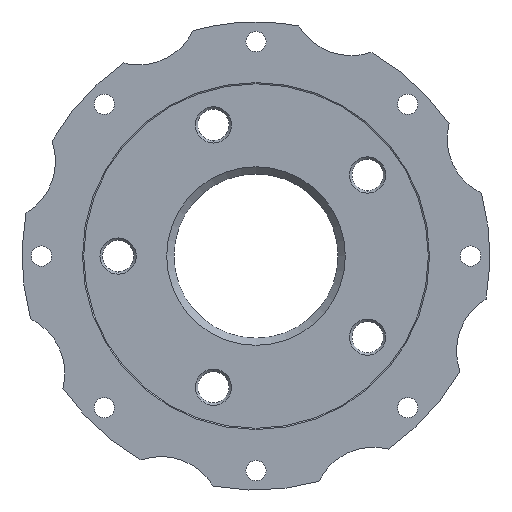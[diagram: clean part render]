
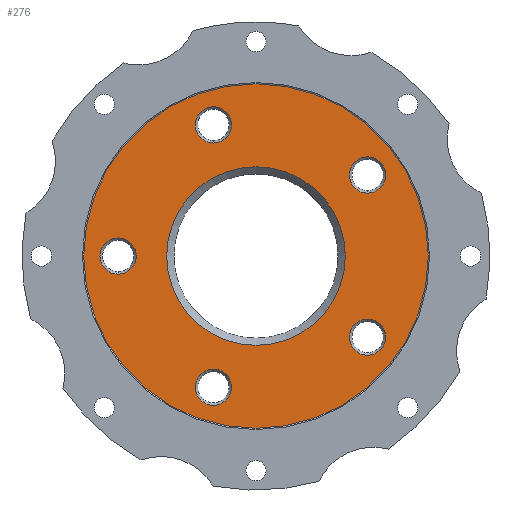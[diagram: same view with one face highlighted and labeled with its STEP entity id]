
A CAD part, left-side view. The second image highlights one B-rep face of the part: STEP entity #276.
In plain terms, the highlighted planar face has unit normal (-1, 0, 0).
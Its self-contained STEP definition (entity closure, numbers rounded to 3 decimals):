
#6 = DIRECTION ( 'NONE',  ( 1., 0., 0. ) ) ;
#10 = CARTESIAN_POINT ( 'NONE',  ( 15.4, 0., 71.4 ) ) ;
#16 = DIRECTION ( 'NONE',  ( 1., 0., 0. ) ) ;
#21 = DIRECTION ( 'NONE',  ( 0., 0., -1. ) ) ;
#29 = VERTEX_POINT ( 'NONE', #530 ) ;
#31 = AXIS2_PLACEMENT_3D ( 'NONE', #351, #900, #1084 ) ;
#43 = CIRCLE ( 'NONE', #1077, 71.4 ) ;
#80 = ORIENTED_EDGE ( 'NONE', *, *, #808, .T. ) ;
#83 = ORIENTED_EDGE ( 'NONE', *, *, #2026, .T. ) ;
#88 = ORIENTED_EDGE ( 'NONE', *, *, #1020, .T. ) ;
#96 = DIRECTION ( 'NONE',  ( 0., 0., -1. ) ) ;
#104 = FACE_BOUND ( 'NONE', #284, .T. ) ;
#112 = ORIENTED_EDGE ( 'NONE', *, *, #773, .F. ) ;
#150 = VERTEX_POINT ( 'NONE', #1315 ) ;
#152 = CARTESIAN_POINT ( 'NONE',  ( 15.4, -46.235, -26.092 ) ) ;
#175 = DIRECTION ( 'NONE',  ( 0., 0., -1. ) ) ;
#192 = VERTEX_POINT ( 'NONE', #1174 ) ;
#212 = EDGE_CURVE ( 'NONE', #371, #2049, #2279, .T. ) ;
#225 = VERTEX_POINT ( 'NONE', #2272 ) ;
#227 = EDGE_CURVE ( 'NONE', #1344, #1728, #43, .T. ) ;
#249 = CARTESIAN_POINT ( 'NONE',  ( 15.4, 0., 0. ) ) ;
#251 = AXIS2_PLACEMENT_3D ( 'NONE', #1708, #2097, #624 ) ;
#255 = AXIS2_PLACEMENT_3D ( 'NONE', #1266, #1806, #1786 ) ;
#276 = ADVANCED_FACE ( 'NONE', ( #447, #1444, #710, #650, #104, #1305, #963 ), #451, .F. ) ;
#284 = EDGE_LOOP ( 'NONE', ( #88, #607 ) ) ;
#318 = VERTEX_POINT ( 'NONE', #500 ) ;
#323 = AXIS2_PLACEMENT_3D ( 'NONE', #722, #1434, #175 ) ;
#351 = CARTESIAN_POINT ( 'NONE',  ( 15.4, 0., 0. ) ) ;
#371 = VERTEX_POINT ( 'NONE', #1212 ) ;
#416 = CIRCLE ( 'NONE', #2316, 7.5 ) ;
#428 = CARTESIAN_POINT ( 'NONE',  ( 15.4, 17.66, -46.853 ) ) ;
#447 = FACE_BOUND ( 'NONE', #1021, .T. ) ;
#448 = EDGE_CURVE ( 'NONE', #225, #996, #873, .T. ) ;
#451 = PLANE ( 'NONE',  #1532 ) ;
#471 = CIRCLE ( 'NONE', #565, 7.5 ) ;
#500 = CARTESIAN_POINT ( 'NONE',  ( 15.4, -46.235, -41.092 ) ) ;
#530 = CARTESIAN_POINT ( 'NONE',  ( 15.4, 0., 37. ) ) ;
#559 = CARTESIAN_POINT ( 'NONE',  ( 15.4, 17.66, -54.353 ) ) ;
#565 = AXIS2_PLACEMENT_3D ( 'NONE', #2207, #16, #760 ) ;
#591 = CIRCLE ( 'NONE', #1872, 7.5 ) ;
#607 = ORIENTED_EDGE ( 'NONE', *, *, #448, .T. ) ;
#624 = DIRECTION ( 'NONE',  ( 0., 0., -1. ) ) ;
#650 = FACE_BOUND ( 'NONE', #1313, .T. ) ;
#657 = ORIENTED_EDGE ( 'NONE', *, *, #2311, .T. ) ;
#673 = CARTESIAN_POINT ( 'NONE',  ( 15.4, -46.235, 41.092 ) ) ;
#682 = VERTEX_POINT ( 'NONE', #673 ) ;
#685 = ORIENTED_EDGE ( 'NONE', *, *, #1271, .T. ) ;
#710 = FACE_BOUND ( 'NONE', #962, .T. ) ;
#722 = CARTESIAN_POINT ( 'NONE',  ( 15.4, 17.66, 54.353 ) ) ;
#741 = DIRECTION ( 'NONE',  ( 1., 0., 0. ) ) ;
#760 = DIRECTION ( 'NONE',  ( 0., 0., -1. ) ) ;
#773 = EDGE_CURVE ( 'NONE', #920, #29, #1611, .T. ) ;
#808 = EDGE_CURVE ( 'NONE', #1762, #318, #1813, .T. ) ;
#838 = CIRCLE ( 'NONE', #323, 7.5 ) ;
#847 = DIRECTION ( 'NONE',  ( 1., 0., 0. ) ) ;
#849 = ORIENTED_EDGE ( 'NONE', *, *, #2309, .T. ) ;
#866 = AXIS2_PLACEMENT_3D ( 'NONE', #1632, #741, #1436 ) ;
#868 = CARTESIAN_POINT ( 'NONE',  ( 15.4, 0., -71.4 ) ) ;
#873 = CIRCLE ( 'NONE', #251, 7.5 ) ;
#887 = EDGE_CURVE ( 'NONE', #192, #682, #416, .T. ) ;
#894 = CIRCLE ( 'NONE', #1062, 7.5 ) ;
#900 = DIRECTION ( 'NONE',  ( -1., 0., 0. ) ) ;
#920 = VERTEX_POINT ( 'NONE', #2256 ) ;
#925 = DIRECTION ( 'NONE',  ( 1., 0., 0. ) ) ;
#948 = ORIENTED_EDGE ( 'NONE', *, *, #1959, .T. ) ;
#959 = CARTESIAN_POINT ( 'NONE',  ( 15.4, -46.235, 33.592 ) ) ;
#962 = EDGE_LOOP ( 'NONE', ( #83, #2171 ) ) ;
#963 = FACE_OUTER_BOUND ( 'NONE', #1397, .T. ) ;
#996 = VERTEX_POINT ( 'NONE', #1886 ) ;
#1020 = EDGE_CURVE ( 'NONE', #996, #225, #1555, .T. ) ;
#1021 = EDGE_LOOP ( 'NONE', ( #685, #1053 ) ) ;
#1024 = DIRECTION ( 'NONE',  ( 0., 0., -1. ) ) ;
#1028 = AXIS2_PLACEMENT_3D ( 'NONE', #1942, #847, #1024 ) ;
#1053 = ORIENTED_EDGE ( 'NONE', *, *, #2005, .T. ) ;
#1062 = AXIS2_PLACEMENT_3D ( 'NONE', #559, #1308, #1130 ) ;
#1073 = CARTESIAN_POINT ( 'NONE',  ( 15.4, 0., 0. ) ) ;
#1077 = AXIS2_PLACEMENT_3D ( 'NONE', #249, #1356, #2114 ) ;
#1083 = DIRECTION ( 'NONE',  ( 0., 0., 1. ) ) ;
#1084 = DIRECTION ( 'NONE',  ( 0., 0., 1. ) ) ;
#1105 = DIRECTION ( 'NONE',  ( -1., 0., 0. ) ) ;
#1117 = CARTESIAN_POINT ( 'NONE',  ( 15.4, 17.66, -54.353 ) ) ;
#1130 = DIRECTION ( 'NONE',  ( 0., 0., -1. ) ) ;
#1162 = EDGE_CURVE ( 'NONE', #29, #920, #1179, .T. ) ;
#1171 = DIRECTION ( 'NONE',  ( 1., 0., 0. ) ) ;
#1174 = CARTESIAN_POINT ( 'NONE',  ( 15.4, -46.235, 26.092 ) ) ;
#1179 = CIRCLE ( 'NONE', #1507, 37. ) ;
#1212 = CARTESIAN_POINT ( 'NONE',  ( 15.4, 17.66, 61.853 ) ) ;
#1251 = AXIS2_PLACEMENT_3D ( 'NONE', #2282, #1171, #2092 ) ;
#1266 = CARTESIAN_POINT ( 'NONE',  ( 15.4, 0., 0. ) ) ;
#1271 = EDGE_CURVE ( 'NONE', #2176, #150, #591, .T. ) ;
#1291 = CARTESIAN_POINT ( 'NONE',  ( 15.4, 17.66, 46.853 ) ) ;
#1305 = FACE_BOUND ( 'NONE', #2253, .T. ) ;
#1308 = DIRECTION ( 'NONE',  ( 1., 0., 0. ) ) ;
#1313 = EDGE_LOOP ( 'NONE', ( #1418, #849 ) ) ;
#1315 = CARTESIAN_POINT ( 'NONE',  ( 15.4, 17.66, -61.853 ) ) ;
#1344 = VERTEX_POINT ( 'NONE', #10 ) ;
#1356 = DIRECTION ( 'NONE',  ( -1., 0., 0. ) ) ;
#1391 = ORIENTED_EDGE ( 'NONE', *, *, #227, .T. ) ;
#1397 = EDGE_LOOP ( 'NONE', ( #1391, #657 ) ) ;
#1418 = ORIENTED_EDGE ( 'NONE', *, *, #212, .T. ) ;
#1434 = DIRECTION ( 'NONE',  ( 1., 0., 0. ) ) ;
#1435 = AXIS2_PLACEMENT_3D ( 'NONE', #1490, #6, #1663 ) ;
#1436 = DIRECTION ( 'NONE',  ( 0., 0., -1. ) ) ;
#1444 = FACE_BOUND ( 'NONE', #1516, .T. ) ;
#1490 = CARTESIAN_POINT ( 'NONE',  ( 15.4, -46.235, 33.592 ) ) ;
#1494 = CIRCLE ( 'NONE', #1435, 7.5 ) ;
#1507 = AXIS2_PLACEMENT_3D ( 'NONE', #1073, #1105, #1083 ) ;
#1516 = EDGE_LOOP ( 'NONE', ( #80, #948 ) ) ;
#1532 = AXIS2_PLACEMENT_3D ( 'NONE', #1710, #1546, #96 ) ;
#1546 = DIRECTION ( 'NONE',  ( 1., 0., 0. ) ) ;
#1555 = CIRCLE ( 'NONE', #1028, 7.5 ) ;
#1611 = CIRCLE ( 'NONE', #255, 37. ) ;
#1632 = CARTESIAN_POINT ( 'NONE',  ( 15.4, -46.235, -33.592 ) ) ;
#1663 = DIRECTION ( 'NONE',  ( 0., 0., -1. ) ) ;
#1708 = CARTESIAN_POINT ( 'NONE',  ( 15.4, 57.15, 0. ) ) ;
#1710 = CARTESIAN_POINT ( 'NONE',  ( 15.4, 37., 0. ) ) ;
#1728 = VERTEX_POINT ( 'NONE', #868 ) ;
#1762 = VERTEX_POINT ( 'NONE', #152 ) ;
#1786 = DIRECTION ( 'NONE',  ( 0., 0., 1. ) ) ;
#1806 = DIRECTION ( 'NONE',  ( -1., 0., 0. ) ) ;
#1813 = CIRCLE ( 'NONE', #866, 7.5 ) ;
#1872 = AXIS2_PLACEMENT_3D ( 'NONE', #1117, #925, #21 ) ;
#1886 = CARTESIAN_POINT ( 'NONE',  ( 15.4, 57.15, 7.5 ) ) ;
#1942 = CARTESIAN_POINT ( 'NONE',  ( 15.4, 57.15, 0. ) ) ;
#1959 = EDGE_CURVE ( 'NONE', #318, #1762, #471, .T. ) ;
#2005 = EDGE_CURVE ( 'NONE', #150, #2176, #894, .T. ) ;
#2026 = EDGE_CURVE ( 'NONE', #682, #192, #1494, .T. ) ;
#2049 = VERTEX_POINT ( 'NONE', #1291 ) ;
#2053 = DIRECTION ( 'NONE',  ( 1., 0., 0. ) ) ;
#2092 = DIRECTION ( 'NONE',  ( 0., 0., -1. ) ) ;
#2097 = DIRECTION ( 'NONE',  ( 1., 0., 0. ) ) ;
#2114 = DIRECTION ( 'NONE',  ( 0., 0., 1. ) ) ;
#2171 = ORIENTED_EDGE ( 'NONE', *, *, #887, .T. ) ;
#2176 = VERTEX_POINT ( 'NONE', #428 ) ;
#2187 = ORIENTED_EDGE ( 'NONE', *, *, #1162, .F. ) ;
#2207 = CARTESIAN_POINT ( 'NONE',  ( 15.4, -46.235, -33.592 ) ) ;
#2239 = DIRECTION ( 'NONE',  ( 0., 0., -1. ) ) ;
#2253 = EDGE_LOOP ( 'NONE', ( #2187, #112 ) ) ;
#2256 = CARTESIAN_POINT ( 'NONE',  ( 15.4, 0., -37. ) ) ;
#2270 = CIRCLE ( 'NONE', #31, 71.4 ) ;
#2272 = CARTESIAN_POINT ( 'NONE',  ( 15.4, 57.15, -7.5 ) ) ;
#2279 = CIRCLE ( 'NONE', #1251, 7.5 ) ;
#2282 = CARTESIAN_POINT ( 'NONE',  ( 15.4, 17.66, 54.353 ) ) ;
#2309 = EDGE_CURVE ( 'NONE', #2049, #371, #838, .T. ) ;
#2311 = EDGE_CURVE ( 'NONE', #1728, #1344, #2270, .T. ) ;
#2316 = AXIS2_PLACEMENT_3D ( 'NONE', #959, #2053, #2239 ) ;
